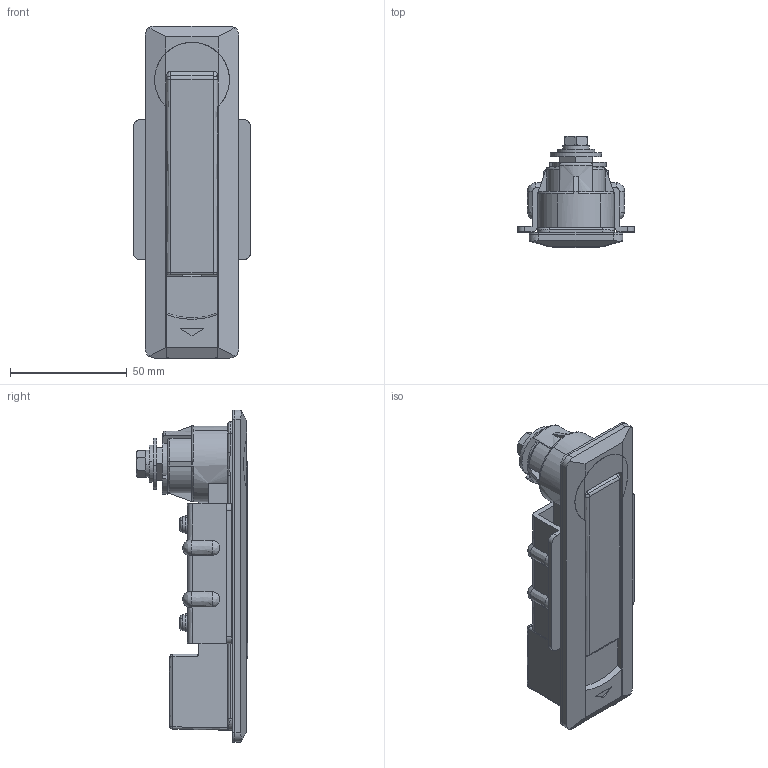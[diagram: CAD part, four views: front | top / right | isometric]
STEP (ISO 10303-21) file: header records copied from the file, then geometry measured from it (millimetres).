
FILE_DESCRIPTION((''),'2;1');
FILE_NAME('','2005-10-07T13:40:29',(''),(''),'','CADfix','');
FILE_SCHEMA(('AUTOMOTIVE_DESIGN'));
Length unit declared in the file: millimetre
Products named in the file (12): handle; screw; washer_B; washer_A; shaft; packing; control_cam; case; bracket; bolt; base; THA_302J_2_16760_36
Assembly tree (12 placements, depth 2):
  THA_302J_2_16760_36
    handle
    screw  x2
    washer_B
    washer_A
    shaft
    packing
    control_cam
    case
    bracket
    bolt
    base
Bounding box: 50 x 47.5 x 142 mm (x, y, z)
Volume: 82650.3 mm3; surface area: 59428.4 mm2
Topology: 12 solids, 12 shells, 561 faces, 1597 edges, 1068 vertices
Faces by surface type: bspline 561
Entity records: 19542 total; most frequent: CARTESIAN_POINT 10820, ORIENTED_EDGE 3016, EDGE_CURVE 1508, VERTEX_POINT 1011, QUASI_UNIFORM_CURVE 797, EDGE_LOOP 571, FACE_OUTER_BOUND 534, ADVANCED_FACE 534
